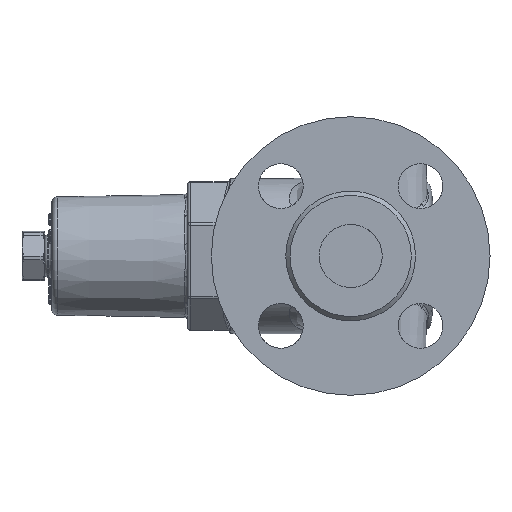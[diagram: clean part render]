
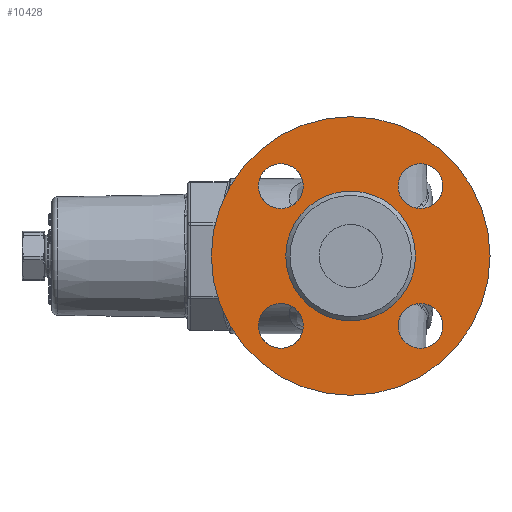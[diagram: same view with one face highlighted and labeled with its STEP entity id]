
A CAD part, left-side view. The second image highlights one B-rep face of the part: STEP entity #10428.
In plain terms, the highlighted planar face has unit normal (-1, 0, 0).
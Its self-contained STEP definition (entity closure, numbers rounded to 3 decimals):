
#1673=FACE_BOUND('',#2767,.T.);
#1674=FACE_BOUND('',#2768,.T.);
#1675=FACE_BOUND('',#2769,.T.);
#1676=FACE_BOUND('',#2770,.T.);
#1677=FACE_BOUND('',#2771,.T.);
#1730=CIRCLE('',#11092,7.95);
#1731=CIRCLE('',#11094,7.95);
#1732=CIRCLE('',#11096,7.95);
#1733=CIRCLE('',#11098,7.95);
#1735=CIRCLE('',#11104,22.95);
#1736=CIRCLE('',#11106,49.3);
#2133=FACE_OUTER_BOUND('',#2766,.T.);
#2766=EDGE_LOOP('',(#7189));
#2767=EDGE_LOOP('',(#7190));
#2768=EDGE_LOOP('',(#7191));
#2769=EDGE_LOOP('',(#7192));
#2770=EDGE_LOOP('',(#7193));
#2771=EDGE_LOOP('',(#7194));
#4414=VERTEX_POINT('',#15249);
#4417=VERTEX_POINT('',#15293);
#4420=VERTEX_POINT('',#15337);
#4423=VERTEX_POINT('',#15381);
#4431=VERTEX_POINT('',#15473);
#4432=VERTEX_POINT('',#15477);
#5472=EDGE_CURVE('',#4414,#4414,#1730,.T.);
#5476=EDGE_CURVE('',#4417,#4417,#1731,.T.);
#5480=EDGE_CURVE('',#4420,#4420,#1732,.T.);
#5484=EDGE_CURVE('',#4423,#4423,#1733,.T.);
#5494=EDGE_CURVE('',#4431,#4431,#1735,.T.);
#5496=EDGE_CURVE('',#4432,#4432,#1736,.T.);
#7189=ORIENTED_EDGE('',*,*,#5496,.T.);
#7190=ORIENTED_EDGE('',*,*,#5472,.T.);
#7191=ORIENTED_EDGE('',*,*,#5476,.T.);
#7192=ORIENTED_EDGE('',*,*,#5480,.T.);
#7193=ORIENTED_EDGE('',*,*,#5484,.T.);
#7194=ORIENTED_EDGE('',*,*,#5494,.F.);
#10280=PLANE('',#11105);
#10428=ADVANCED_FACE('',(#2133,#1673,#1674,#1675,#1676,#1677),#10280,.F.);
#11092=AXIS2_PLACEMENT_3D('',#15250,#11914,#11915);
#11094=AXIS2_PLACEMENT_3D('',#15294,#11919,#11920);
#11096=AXIS2_PLACEMENT_3D('',#15338,#11924,#11925);
#11098=AXIS2_PLACEMENT_3D('',#15382,#11929,#11930);
#11104=AXIS2_PLACEMENT_3D('',#15474,#11942,#11943);
#11105=AXIS2_PLACEMENT_3D('',#15476,#11945,#11946);
#11106=AXIS2_PLACEMENT_3D('',#15478,#11947,#11948);
#11914=DIRECTION('center_axis',(1.,0.,0.));
#11915=DIRECTION('ref_axis',(0.,1.,0.));
#11919=DIRECTION('center_axis',(1.,0.,0.));
#11920=DIRECTION('ref_axis',(0.,0.,-1.));
#11924=DIRECTION('center_axis',(1.,0.,0.));
#11925=DIRECTION('ref_axis',(0.,-1.,0.));
#11929=DIRECTION('center_axis',(1.,0.,0.));
#11930=DIRECTION('ref_axis',(0.,0.,1.));
#11942=DIRECTION('center_axis',(-1.,0.,0.));
#11943=DIRECTION('ref_axis',(0.,0.,1.));
#11945=DIRECTION('center_axis',(1.,0.,0.));
#11946=DIRECTION('ref_axis',(0.,0.,-1.));
#11947=DIRECTION('center_axis',(-1.,0.,0.));
#11948=DIRECTION('ref_axis',(0.,0.,1.));
#15249=CARTESIAN_POINT('',(-73.5,16.763,-24.713));
#15250=CARTESIAN_POINT('Origin',(-73.5,24.713,-24.713));
#15293=CARTESIAN_POINT('',(-73.5,-24.713,-16.763));
#15294=CARTESIAN_POINT('Origin',(-73.5,-24.713,-24.713));
#15337=CARTESIAN_POINT('',(-73.5,-16.763,24.713));
#15338=CARTESIAN_POINT('Origin',(-73.5,-24.713,24.713));
#15381=CARTESIAN_POINT('',(-73.5,24.713,16.763));
#15382=CARTESIAN_POINT('Origin',(-73.5,24.713,24.713));
#15473=CARTESIAN_POINT('',(-73.5,-22.95,0.));
#15474=CARTESIAN_POINT('Origin',(-73.5,0.,0.));
#15476=CARTESIAN_POINT('Origin',(-73.5,49.3,0.));
#15477=CARTESIAN_POINT('',(-73.5,-49.3,0.));
#15478=CARTESIAN_POINT('Origin',(-73.5,0.,0.));
